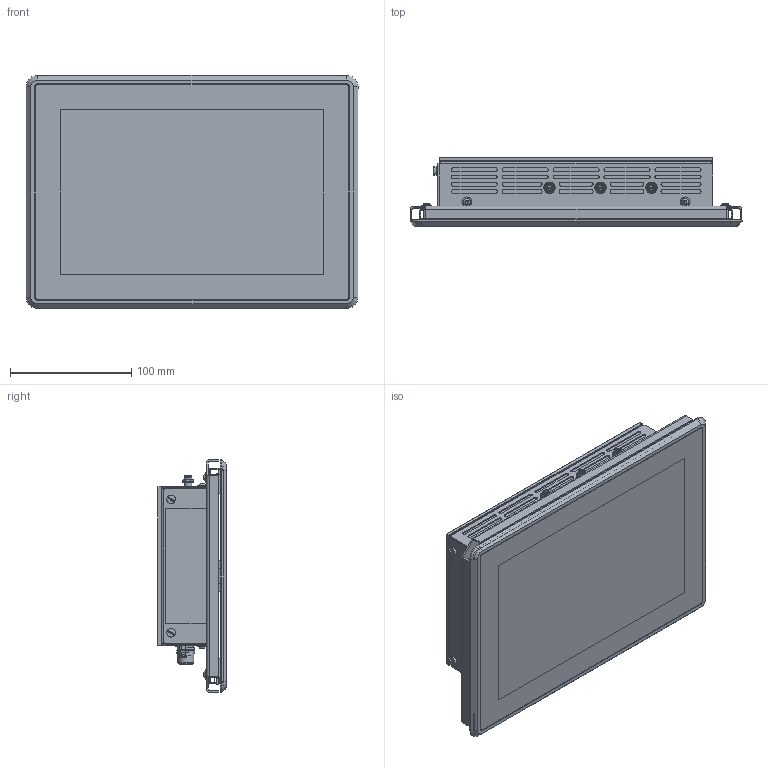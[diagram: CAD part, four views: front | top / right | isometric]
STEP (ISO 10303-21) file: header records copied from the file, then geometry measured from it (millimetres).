
FILE_DESCRIPTION(/* description */ (''),/* implementation_level */ '2;1');
FILE_NAME(/* name */ 'TFT-HB101PR8.stp',/* time_stamp */ '2019-03-27T16:23:35+01:00',/* author */ ('AM'),/* organization */ (''),/* preprocessor_version */ 'ST-DEVELOPER v17.2',/* originating_system */ 'Autodesk Inventor 2019',/* authorisation */ '');
FILE_SCHEMA (('AUTOMOTIVE_DESIGN { 1 0 10303 214 3 1 1 }'));
Products named in the file (3): TFT-HB101PR8; HB101PR8; MEC-FG1379-1
Assembly tree (2 placements, depth 2):
  TFT-HB101PR8
    HB101PR8
    MEC-FG1379-1
Bounding box: 273.66 x 56.5 x 192.3 mm (x, y, z)
Volume: 308519.7 mm3; surface area: 426192.8 mm2
Topology: 18 solids, 18 shells, 4449 faces, 12385 edges, 8107 vertices
Faces by surface type: plane 2423, cylinder 1277, cone 392, bspline 243, torus 82, sphere 32
Full cylindrical faces by diameter (mm): 0.5 x2, 0.625 x2, 0.985 x5, 1 x32, 1.02 x8, 1.1 x8, 1.265 x2, 1.275 x9, 1.5 x8, 1.8 x1, 1.9 x4, 2 x17, 2.1 x5, 2.325 x5, 2.459 x9, 3 x22, 3.099 x4, 3.2 x4, 3.3 x12, 3.4 x11, 3.5 x2, 3.8 x4, 4 x6, 4.1 x5, 4.2 x7, 4.25 x1, 4.64 x5, 5.35 x5, 5.4 x6, 5.5 x6
Entity records: 159613 total; most frequent: CARTESIAN_POINT 40079, ORIENTED_EDGE 24664, DIRECTION 23712, EDGE_CURVE 12332, AXIS2_PLACEMENT_3D 8401, VERTEX_POINT 8107, LINE 6910, VECTOR 6910
